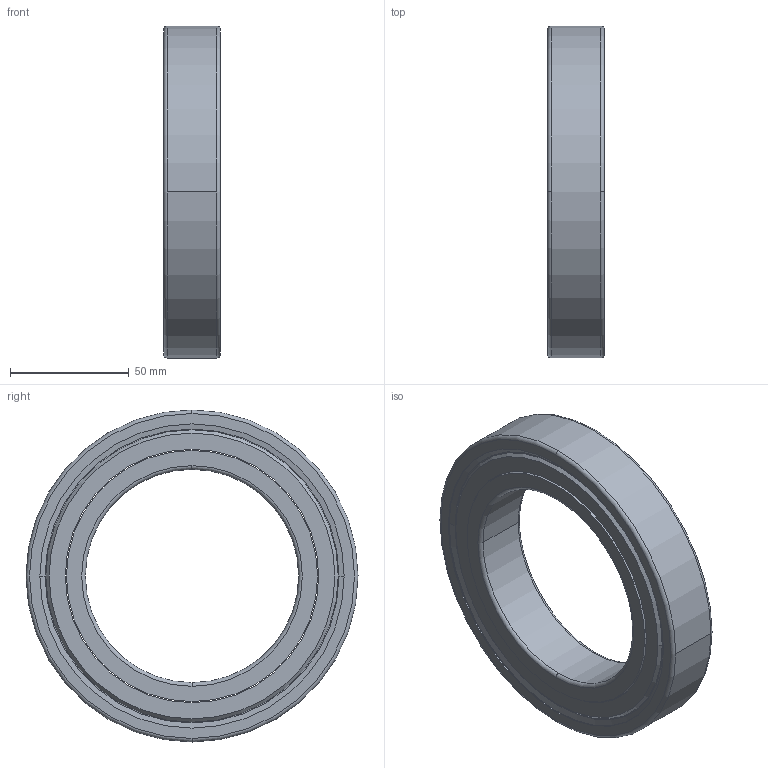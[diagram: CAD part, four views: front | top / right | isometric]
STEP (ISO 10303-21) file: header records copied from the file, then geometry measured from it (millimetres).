
FILE_DESCRIPTION(('STEP AP214'),'1');
FILE_NAME('6018-2z.stp','2025-07-08T14:29:15',('TraceParts'),('TraceParts S.A.'),'Spatial InterOp 3D',' ',' ');
FILE_SCHEMA(('AUTOMOTIVE_DESIGN { 1 0 10303 214 1 1 1 1 }'));
Length unit declared in the file: millimetre
Products named in the file (1): SKF_bearing_6018-2Z_2_1
Bounding box: 24 x 140 x 140 mm (x, y, z)
Volume: 145856.7 mm3; surface area: 78046 mm2
Topology: 5 solids, 5 shells, 146 faces, 372 edges, 212 vertices
Faces by surface type: torus 56, cylinder 28, sphere 28, cone 20, plane 14
Entity records: 4996 total; most frequent: CARTESIAN_POINT 1631, DIRECTION 774, ORIENTED_EDGE 632, AXIS2_PLACEMENT_3D 363, EDGE_CURVE 316, VERTEX_POINT 212, CIRCLE 212, EDGE_LOOP 188
